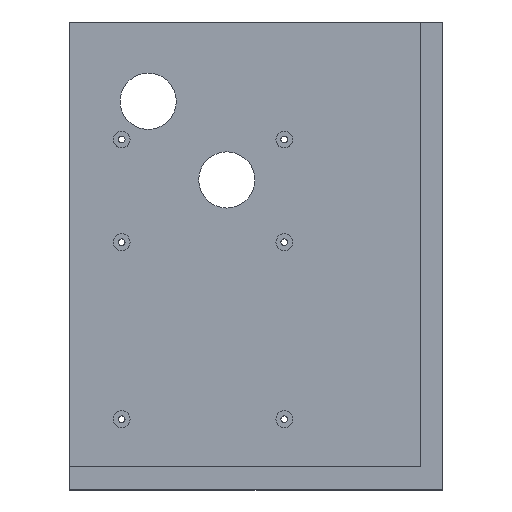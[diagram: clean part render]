
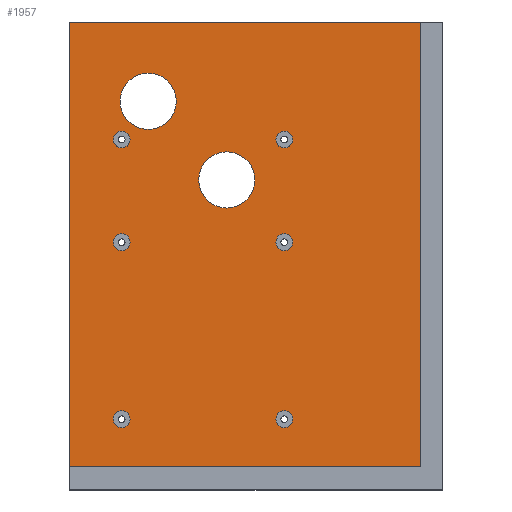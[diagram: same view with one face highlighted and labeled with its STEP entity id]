
A CAD part, top view. The second image highlights one B-rep face of the part: STEP entity #1957.
In plain terms, the highlighted planar face has unit normal (0, 0, 1).
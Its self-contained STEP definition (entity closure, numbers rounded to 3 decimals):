
#109=CIRCLE('',#2071,12.5);
#110=CIRCLE('',#2073,12.5);
#123=CIRCLE('',#2141,3.75);
#124=CIRCLE('',#2142,3.75);
#125=CIRCLE('',#2143,3.75);
#126=CIRCLE('',#2144,3.75);
#127=CIRCLE('',#2145,3.75);
#128=CIRCLE('',#2146,3.75);
#193=FACE_BOUND('',#431,.T.);
#194=FACE_BOUND('',#432,.T.);
#195=FACE_BOUND('',#433,.T.);
#196=FACE_BOUND('',#434,.T.);
#197=FACE_BOUND('',#435,.T.);
#198=FACE_BOUND('',#436,.T.);
#199=FACE_BOUND('',#437,.T.);
#200=FACE_BOUND('',#438,.T.);
#283=FACE_OUTER_BOUND('',#430,.T.);
#430=EDGE_LOOP('',(#1754,#1755,#1756,#1757));
#431=EDGE_LOOP('',(#1758));
#432=EDGE_LOOP('',(#1759));
#433=EDGE_LOOP('',(#1760));
#434=EDGE_LOOP('',(#1761));
#435=EDGE_LOOP('',(#1762));
#436=EDGE_LOOP('',(#1763));
#437=EDGE_LOOP('',(#1764));
#438=EDGE_LOOP('',(#1765));
#465=LINE('',#2734,#650);
#469=LINE('',#2742,#654);
#513=LINE('',#2867,#698);
#548=LINE('',#2981,#733);
#650=VECTOR('',#2183,10.);
#654=VECTOR('',#2189,10.);
#698=VECTOR('',#2279,10.);
#733=VECTOR('',#2382,10.);
#835=VERTEX_POINT('',#2731);
#836=VERTEX_POINT('',#2733);
#839=VERTEX_POINT('',#2741);
#897=VERTEX_POINT('',#2866);
#972=VERTEX_POINT('',#3054);
#973=VERTEX_POINT('',#3058);
#995=VERTEX_POINT('',#3207);
#996=VERTEX_POINT('',#3209);
#997=VERTEX_POINT('',#3211);
#998=VERTEX_POINT('',#3213);
#999=VERTEX_POINT('',#3215);
#1000=VERTEX_POINT('',#3217);
#1015=EDGE_CURVE('',#835,#836,#465,.T.);
#1019=EDGE_CURVE('',#836,#839,#469,.T.);
#1081=EDGE_CURVE('',#897,#839,#513,.T.);
#1142=EDGE_CURVE('',#835,#897,#548,.T.);
#1181=EDGE_CURVE('',#972,#972,#109,.T.);
#1183=EDGE_CURVE('',#973,#973,#110,.T.);
#1254=EDGE_CURVE('',#995,#995,#123,.T.);
#1255=EDGE_CURVE('',#996,#996,#124,.T.);
#1256=EDGE_CURVE('',#997,#997,#125,.T.);
#1257=EDGE_CURVE('',#998,#998,#126,.T.);
#1258=EDGE_CURVE('',#999,#999,#127,.T.);
#1259=EDGE_CURVE('',#1000,#1000,#128,.T.);
#1754=ORIENTED_EDGE('',*,*,#1015,.F.);
#1755=ORIENTED_EDGE('',*,*,#1142,.T.);
#1756=ORIENTED_EDGE('',*,*,#1081,.T.);
#1757=ORIENTED_EDGE('',*,*,#1019,.F.);
#1758=ORIENTED_EDGE('',*,*,#1181,.T.);
#1759=ORIENTED_EDGE('',*,*,#1183,.T.);
#1760=ORIENTED_EDGE('',*,*,#1254,.T.);
#1761=ORIENTED_EDGE('',*,*,#1255,.T.);
#1762=ORIENTED_EDGE('',*,*,#1256,.T.);
#1763=ORIENTED_EDGE('',*,*,#1257,.T.);
#1764=ORIENTED_EDGE('',*,*,#1258,.T.);
#1765=ORIENTED_EDGE('',*,*,#1259,.T.);
#1874=PLANE('',#2140);
#1957=ADVANCED_FACE('',(#283,#193,#194,#195,#196,#197,#198,#199,#200),#1874,
 .T.);
#2071=AXIS2_PLACEMENT_3D('',#3056,#2443,#2444);
#2073=AXIS2_PLACEMENT_3D('',#3060,#2448,#2449);
#2140=AXIS2_PLACEMENT_3D('',#3206,#2640,#2641);
#2141=AXIS2_PLACEMENT_3D('',#3208,#2642,#2643);
#2142=AXIS2_PLACEMENT_3D('',#3210,#2644,#2645);
#2143=AXIS2_PLACEMENT_3D('',#3212,#2646,#2647);
#2144=AXIS2_PLACEMENT_3D('',#3214,#2648,#2649);
#2145=AXIS2_PLACEMENT_3D('',#3216,#2650,#2651);
#2146=AXIS2_PLACEMENT_3D('',#3218,#2652,#2653);
#2183=DIRECTION('',(0.,1.,0.));
#2189=DIRECTION('',(1.,0.,0.));
#2279=DIRECTION('',(0.,1.,0.));
#2382=DIRECTION('',(1.,0.,0.));
#2443=DIRECTION('center_axis',(0.,0.,-1.));
#2444=DIRECTION('ref_axis',(-1.,0.,0.));
#2448=DIRECTION('center_axis',(0.,0.,-1.));
#2449=DIRECTION('ref_axis',(-1.,0.,0.));
#2640=DIRECTION('center_axis',(0.,0.,1.));
#2641=DIRECTION('ref_axis',(1.,0.,0.));
#2642=DIRECTION('center_axis',(0.,0.,-1.));
#2643=DIRECTION('ref_axis',(1.,0.,0.));
#2644=DIRECTION('center_axis',(0.,0.,-1.));
#2645=DIRECTION('ref_axis',(1.,0.,0.));
#2646=DIRECTION('center_axis',(0.,0.,-1.));
#2647=DIRECTION('ref_axis',(1.,0.,0.));
#2648=DIRECTION('center_axis',(0.,0.,-1.));
#2649=DIRECTION('ref_axis',(1.,0.,0.));
#2650=DIRECTION('center_axis',(0.,0.,-1.));
#2651=DIRECTION('ref_axis',(1.,0.,0.));
#2652=DIRECTION('center_axis',(0.,0.,-1.));
#2653=DIRECTION('ref_axis',(1.,0.,0.));
#2731=CARTESIAN_POINT('',(131.732,-21.51,0.));
#2733=CARTESIAN_POINT('',(131.732,176.49,0.));
#2734=CARTESIAN_POINT('',(131.732,171.24,0.));
#2741=CARTESIAN_POINT('',(287.732,176.49,0.));
#2742=CARTESIAN_POINT('',(217.732,176.49,0.));
#2866=CARTESIAN_POINT('',(287.732,-21.51,0.));
#2867=CARTESIAN_POINT('',(287.732,259.74,0.));
#2981=CARTESIAN_POINT('',(212.732,-21.51,0.));
#3054=CARTESIAN_POINT('',(179.232,141.49,0.));
#3056=CARTESIAN_POINT('Origin',(166.732,141.49,0.));
#3058=CARTESIAN_POINT('',(214.232,106.49,0.));
#3060=CARTESIAN_POINT('Origin',(201.732,106.49,0.));
#3206=CARTESIAN_POINT('Origin',(137.732,165.99,0.));
#3207=CARTESIAN_POINT('',(151.19,78.74,0.));
#3208=CARTESIAN_POINT('Origin',(154.94,78.74,0.));
#3209=CARTESIAN_POINT('',(223.58,0.,0.));
#3210=CARTESIAN_POINT('Origin',(227.33,0.,0.));
#3211=CARTESIAN_POINT('',(223.58,78.74,0.));
#3212=CARTESIAN_POINT('Origin',(227.33,78.74,0.));
#3213=CARTESIAN_POINT('',(223.58,124.46,0.));
#3214=CARTESIAN_POINT('Origin',(227.33,124.46,0.));
#3215=CARTESIAN_POINT('',(151.19,0.,0.));
#3216=CARTESIAN_POINT('Origin',(154.94,0.,0.));
#3217=CARTESIAN_POINT('',(151.19,124.46,0.));
#3218=CARTESIAN_POINT('Origin',(154.94,124.46,0.));
